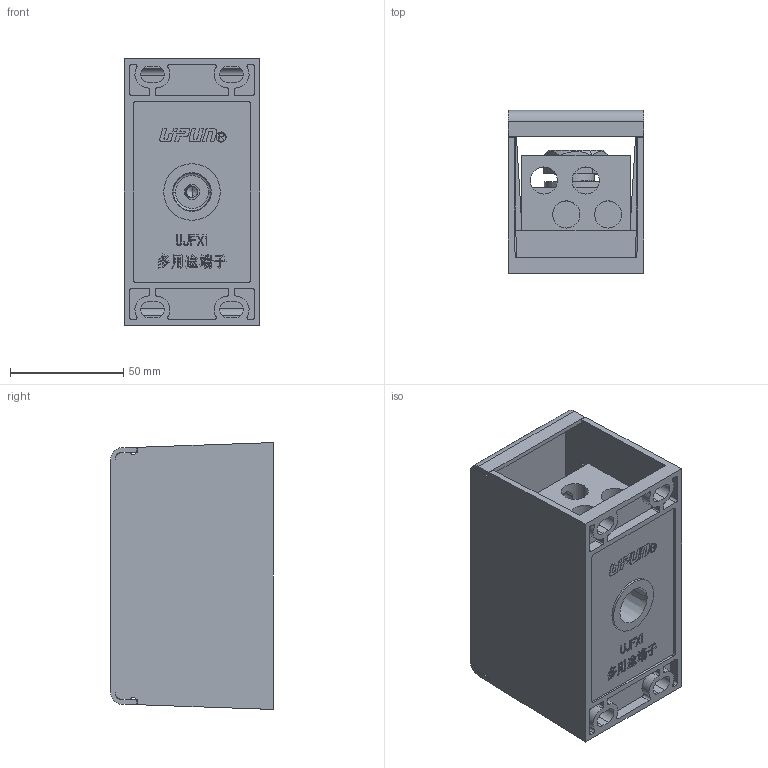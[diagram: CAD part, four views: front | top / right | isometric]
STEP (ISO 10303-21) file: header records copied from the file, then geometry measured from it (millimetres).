
FILE_DESCRIPTION((''),'2;1');
FILE_NAME('UJFX1-185B_6_35','2023-03-27T',('ASUS'),(''),'PRO/ENGINEER BY PARAMETRIC TECHNOLOGY CORPORATION, 2013230','PRO/ENGINEER BY PARAMETRIC TECHNOLOGY CORPORATION, 2013230','');
FILE_SCHEMA(('CONFIG_CONTROL_DESIGN'));
Length unit declared in the file: millimetre
Products named in the file (1): UJFX1-185B_6_35
Bounding box: 60 x 72 x 118 mm (x, y, z)
Volume: 182383.9 mm3; surface area: 98131.3 mm2
Topology: 1 solids, 2 shells, 1018 faces, 2924 edges, 1946 vertices
Faces by surface type: plane 723, cylinder 248, bspline 29, cone 14, torus 4
Entity records: 38345 total; most frequent: CARTESIAN_POINT 12117, ORIENTED_EDGE 5840, DIRECTION 4814, EDGE_CURVE 2920, VECTOR 2248, LINE 2248, VERTEX_POINT 1946, AXIS2_PLACEMENT_3D 1283
